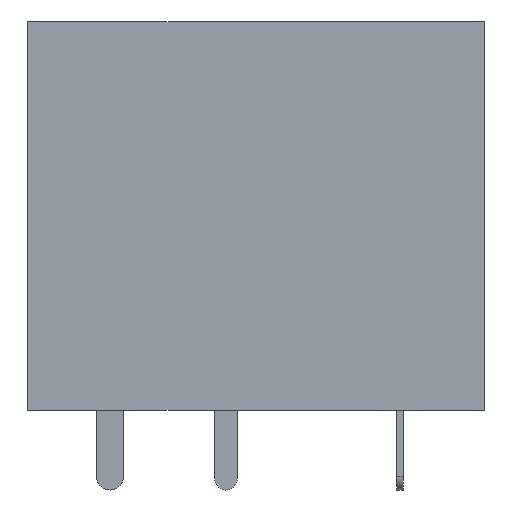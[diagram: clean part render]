
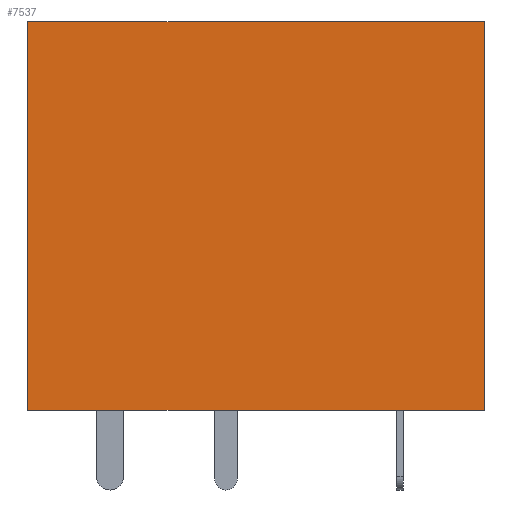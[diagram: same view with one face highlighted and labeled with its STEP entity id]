
A CAD part, left-side view. The second image highlights one B-rep face of the part: STEP entity #7537.
In plain terms, the highlighted planar face has unit normal (-1, 0, 0).
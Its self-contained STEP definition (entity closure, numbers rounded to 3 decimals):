
#352 = VECTOR ( 'NONE', #15956, 1000. ) ;
#869 = DIRECTION ( 'NONE',  ( 0., -1., 0. ) ) ;
#1202 = VERTEX_POINT ( 'NONE', #5950 ) ;
#1745 = ORIENTED_EDGE ( 'NONE', *, *, #3761, .F. ) ;
#2466 = EDGE_CURVE ( 'NONE', #13404, #5436, #4866, .T. ) ;
#2566 = ORIENTED_EDGE ( 'NONE', *, *, #13264, .T. ) ;
#3761 = EDGE_CURVE ( 'NONE', #1202, #13404, #16086, .T. ) ;
#4593 = CARTESIAN_POINT ( 'NONE',  ( -13., 10., 0. ) ) ;
#4866 = LINE ( 'NONE', #6127, #15599 ) ;
#5436 = VERTEX_POINT ( 'NONE', #9267 ) ;
#5950 = CARTESIAN_POINT ( 'NONE',  ( -13., 10., 17. ) ) ;
#6127 = CARTESIAN_POINT ( 'NONE',  ( -13., -10., 17. ) ) ;
#6347 = DIRECTION ( 'NONE',  ( 0., 0., -1. ) ) ;
#6373 = VECTOR ( 'NONE', #14861, 1000. ) ;
#6646 = EDGE_CURVE ( 'NONE', #1202, #14600, #12012, .T. ) ;
#7371 = FACE_OUTER_BOUND ( 'NONE', #13487, .T. ) ;
#7405 = ORIENTED_EDGE ( 'NONE', *, *, #6646, .T. ) ;
#7421 = ORIENTED_EDGE ( 'NONE', *, *, #2466, .F. ) ;
#7537 = ADVANCED_FACE ( 'NONE', ( #7371 ), #12495, .F. ) ;
#7770 = DIRECTION ( 'NONE',  ( 1., 0., 0. ) ) ;
#8012 = DIRECTION ( 'NONE',  ( 0., 1., 0. ) ) ;
#8163 = LINE ( 'NONE', #4593, #352 ) ;
#8231 = CARTESIAN_POINT ( 'NONE',  ( -13., 10., 17. ) ) ;
#8655 = CARTESIAN_POINT ( 'NONE',  ( -13., 10., 0. ) ) ;
#9267 = CARTESIAN_POINT ( 'NONE',  ( -13., -10., 0. ) ) ;
#9649 = VECTOR ( 'NONE', #869, 1000. ) ;
#12012 = LINE ( 'NONE', #8231, #6373 ) ;
#12495 = PLANE ( 'NONE',  #15780 ) ;
#13264 = EDGE_CURVE ( 'NONE', #14600, #5436, #8163, .T. ) ;
#13404 = VERTEX_POINT ( 'NONE', #13465 ) ;
#13465 = CARTESIAN_POINT ( 'NONE',  ( -13., -10., 17. ) ) ;
#13487 = EDGE_LOOP ( 'NONE', ( #2566, #7421, #1745, #7405 ) ) ;
#14221 = CARTESIAN_POINT ( 'NONE',  ( -13., 10., 17. ) ) ;
#14600 = VERTEX_POINT ( 'NONE', #8655 ) ;
#14756 = CARTESIAN_POINT ( 'NONE',  ( -13., 10., 17. ) ) ;
#14861 = DIRECTION ( 'NONE',  ( 0., 0., -1. ) ) ;
#15599 = VECTOR ( 'NONE', #6347, 1000. ) ;
#15780 = AXIS2_PLACEMENT_3D ( 'NONE', #14221, #7770, #8012 ) ;
#15956 = DIRECTION ( 'NONE',  ( 0., -1., 0. ) ) ;
#16086 = LINE ( 'NONE', #14756, #9649 ) ;
